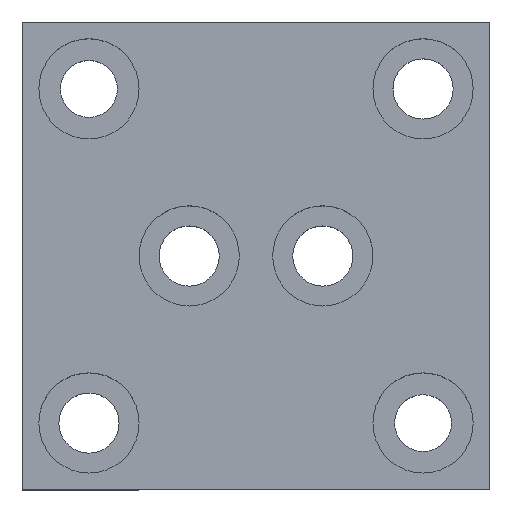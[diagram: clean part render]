
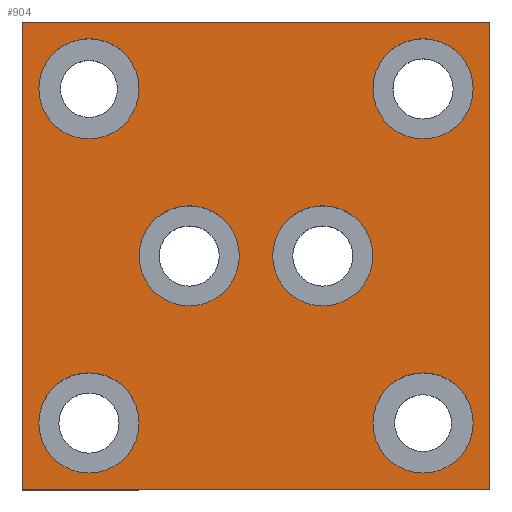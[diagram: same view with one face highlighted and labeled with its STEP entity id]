
A CAD part, top view. The second image highlights one B-rep face of the part: STEP entity #904.
In plain terms, the highlighted planar face has unit normal (0, 0, 1).
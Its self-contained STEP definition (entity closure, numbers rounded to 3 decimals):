
#4 = VERTEX_POINT ( 'NONE', #1076 ) ;
#10 = DIRECTION ( 'NONE',  ( 0., 0., 1. ) ) ;
#12 = AXIS2_PLACEMENT_3D ( 'NONE', #18, #102, #282 ) ;
#18 = CARTESIAN_POINT ( 'NONE',  ( -25., -25., 20. ) ) ;
#25 = DIRECTION ( 'NONE',  ( 1., 0., 0. ) ) ;
#28 = ORIENTED_EDGE ( 'NONE', *, *, #448, .T. ) ;
#30 = VERTEX_POINT ( 'NONE', #176 ) ;
#36 = DIRECTION ( 'NONE',  ( 1., 0., 0. ) ) ;
#52 = FACE_BOUND ( 'NONE', #214, .T. ) ;
#53 = AXIS2_PLACEMENT_3D ( 'NONE', #382, #293, #657 ) ;
#58 = AXIS2_PLACEMENT_3D ( 'NONE', #713, #891, #1062 ) ;
#59 = PLANE ( 'NONE',  #390 ) ;
#62 = DIRECTION ( 'NONE',  ( 1., 0., 0. ) ) ;
#64 = EDGE_CURVE ( 'NONE', #941, #283, #462, .T. ) ;
#65 = VERTEX_POINT ( 'NONE', #412 ) ;
#79 = VECTOR ( 'NONE', #615, 1000. ) ;
#80 = VECTOR ( 'NONE', #221, 1000. ) ;
#81 = EDGE_CURVE ( 'NONE', #648, #1150, #1063, .T. ) ;
#102 = DIRECTION ( 'NONE',  ( 0., 0., 1. ) ) ;
#103 = CIRCLE ( 'NONE', #929, 7.5 ) ;
#119 = EDGE_CURVE ( 'NONE', #253, #4, #319, .T. ) ;
#132 = LINE ( 'NONE', #642, #498 ) ;
#140 = ORIENTED_EDGE ( 'NONE', *, *, #119, .F. ) ;
#147 = EDGE_CURVE ( 'NONE', #826, #794, #1010, .T. ) ;
#158 = CARTESIAN_POINT ( 'NONE',  ( 25., -25., 20. ) ) ;
#159 = ORIENTED_EDGE ( 'NONE', *, *, #64, .F. ) ;
#176 = CARTESIAN_POINT ( 'NONE',  ( 35., 35., 20. ) ) ;
#180 = VERTEX_POINT ( 'NONE', #755 ) ;
#185 = EDGE_CURVE ( 'NONE', #1150, #648, #842, .T. ) ;
#200 = EDGE_LOOP ( 'NONE', ( #369, #869, #28, #1153 ) ) ;
#204 = EDGE_CURVE ( 'NONE', #1053, #387, #132, .T. ) ;
#209 = AXIS2_PLACEMENT_3D ( 'NONE', #686, #509, #645 ) ;
#210 = CARTESIAN_POINT ( 'NONE',  ( -17.5, 0., 20. ) ) ;
#214 = EDGE_LOOP ( 'NONE', ( #277, #351 ) ) ;
#215 = CARTESIAN_POINT ( 'NONE',  ( -2.5, 0., 20. ) ) ;
#221 = DIRECTION ( 'NONE',  ( 0., 1., 0. ) ) ;
#225 = CARTESIAN_POINT ( 'NONE',  ( 35., 35., 20. ) ) ;
#226 = DIRECTION ( 'NONE',  ( 0., 0., 1. ) ) ;
#231 = VERTEX_POINT ( 'NONE', #210 ) ;
#233 = CARTESIAN_POINT ( 'NONE',  ( 25., 25., 20. ) ) ;
#246 = DIRECTION ( 'NONE',  ( 0., 0., 1. ) ) ;
#253 = VERTEX_POINT ( 'NONE', #1004 ) ;
#258 = CARTESIAN_POINT ( 'NONE',  ( -10., 0., 20. ) ) ;
#263 = CARTESIAN_POINT ( 'NONE',  ( 35., -35., 20. ) ) ;
#277 = ORIENTED_EDGE ( 'NONE', *, *, #1148, .F. ) ;
#282 = DIRECTION ( 'NONE',  ( 1., 0., 0. ) ) ;
#283 = VERTEX_POINT ( 'NONE', #1038 ) ;
#293 = DIRECTION ( 'NONE',  ( 0., 0., 1. ) ) ;
#295 = ORIENTED_EDGE ( 'NONE', *, *, #147, .F. ) ;
#306 = EDGE_CURVE ( 'NONE', #4, #253, #900, .T. ) ;
#307 = DIRECTION ( 'NONE',  ( 0., 0., 1. ) ) ;
#319 = CIRCLE ( 'NONE', #209, 7.5 ) ;
#321 = CARTESIAN_POINT ( 'NONE',  ( 0., 0., 20. ) ) ;
#335 = CIRCLE ( 'NONE', #812, 7.5 ) ;
#346 = AXIS2_PLACEMENT_3D ( 'NONE', #608, #246, #964 ) ;
#351 = ORIENTED_EDGE ( 'NONE', *, *, #609, .F. ) ;
#361 = EDGE_LOOP ( 'NONE', ( #376, #140 ) ) ;
#369 = ORIENTED_EDGE ( 'NONE', *, *, #204, .T. ) ;
#376 = ORIENTED_EDGE ( 'NONE', *, *, #306, .F. ) ;
#377 = FACE_BOUND ( 'NONE', #410, .T. ) ;
#382 = CARTESIAN_POINT ( 'NONE',  ( 25., -25., 20. ) ) ;
#387 = VERTEX_POINT ( 'NONE', #1114 ) ;
#390 = AXIS2_PLACEMENT_3D ( 'NONE', #321, #695, #62 ) ;
#393 = CARTESIAN_POINT ( 'NONE',  ( -25., 25., 20. ) ) ;
#394 = ORIENTED_EDGE ( 'NONE', *, *, #665, .F. ) ;
#400 = AXIS2_PLACEMENT_3D ( 'NONE', #422, #1047, #597 ) ;
#410 = EDGE_LOOP ( 'NONE', ( #646, #295 ) ) ;
#412 = CARTESIAN_POINT ( 'NONE',  ( 35., -35., 20. ) ) ;
#422 = CARTESIAN_POINT ( 'NONE',  ( -25., -25., 20. ) ) ;
#424 = CARTESIAN_POINT ( 'NONE',  ( 17.5, 0., 20. ) ) ;
#428 = ORIENTED_EDGE ( 'NONE', *, *, #185, .F. ) ;
#448 = EDGE_CURVE ( 'NONE', #65, #30, #1069, .T. ) ;
#462 = CIRCLE ( 'NONE', #346, 7.5 ) ;
#468 = EDGE_LOOP ( 'NONE', ( #1145, #394 ) ) ;
#481 = CARTESIAN_POINT ( 'NONE',  ( -17.5, -25., 20. ) ) ;
#485 = VERTEX_POINT ( 'NONE', #215 ) ;
#498 = VECTOR ( 'NONE', #1100, 1000. ) ;
#509 = DIRECTION ( 'NONE',  ( 0., 0., 1. ) ) ;
#516 = VECTOR ( 'NONE', #1023, 1000. ) ;
#532 = DIRECTION ( 'NONE',  ( 0., 0., 1. ) ) ;
#534 = FACE_BOUND ( 'NONE', #468, .T. ) ;
#547 = VERTEX_POINT ( 'NONE', #958 ) ;
#557 = LINE ( 'NONE', #225, #516 ) ;
#584 = CARTESIAN_POINT ( 'NONE',  ( -17.5, 25., 20. ) ) ;
#597 = DIRECTION ( 'NONE',  ( 1., 0., 0. ) ) ;
#608 = CARTESIAN_POINT ( 'NONE',  ( 10., 0., 20. ) ) ;
#609 = EDGE_CURVE ( 'NONE', #547, #180, #656, .T. ) ;
#615 = DIRECTION ( 'NONE',  ( 1., 0., 0. ) ) ;
#642 = CARTESIAN_POINT ( 'NONE',  ( -35., -35., 20. ) ) ;
#645 = DIRECTION ( 'NONE',  ( 1., 0., 0. ) ) ;
#646 = ORIENTED_EDGE ( 'NONE', *, *, #781, .F. ) ;
#648 = VERTEX_POINT ( 'NONE', #885 ) ;
#656 = CIRCLE ( 'NONE', #771, 7.5 ) ;
#657 = DIRECTION ( 'NONE',  ( 1., 0., 0. ) ) ;
#664 = DIRECTION ( 'NONE',  ( 1., 0., 0. ) ) ;
#665 = EDGE_CURVE ( 'NONE', #231, #485, #103, .T. ) ;
#670 = EDGE_LOOP ( 'NONE', ( #159, #1084 ) ) ;
#680 = CARTESIAN_POINT ( 'NONE',  ( -10., 0., 20. ) ) ;
#686 = CARTESIAN_POINT ( 'NONE',  ( 25., 25., 20. ) ) ;
#695 = DIRECTION ( 'NONE',  ( 0., 0., 1. ) ) ;
#713 = CARTESIAN_POINT ( 'NONE',  ( 10., 0., 20. ) ) ;
#755 = CARTESIAN_POINT ( 'NONE',  ( 32.5, -25., 20. ) ) ;
#771 = AXIS2_PLACEMENT_3D ( 'NONE', #158, #875, #785 ) ;
#781 = EDGE_CURVE ( 'NONE', #794, #826, #335, .T. ) ;
#785 = DIRECTION ( 'NONE',  ( 1., 0., 0. ) ) ;
#794 = VERTEX_POINT ( 'NONE', #584 ) ;
#812 = AXIS2_PLACEMENT_3D ( 'NONE', #393, #1108, #664 ) ;
#826 = VERTEX_POINT ( 'NONE', #862 ) ;
#835 = AXIS2_PLACEMENT_3D ( 'NONE', #919, #10, #840 ) ;
#840 = DIRECTION ( 'NONE',  ( 1., 0., 0. ) ) ;
#842 = CIRCLE ( 'NONE', #12, 7.5 ) ;
#861 = CARTESIAN_POINT ( 'NONE',  ( 35., -35., 20. ) ) ;
#862 = CARTESIAN_POINT ( 'NONE',  ( -32.5, 25., 20. ) ) ;
#869 = ORIENTED_EDGE ( 'NONE', *, *, #988, .T. ) ;
#875 = DIRECTION ( 'NONE',  ( 0., 0., 1. ) ) ;
#885 = CARTESIAN_POINT ( 'NONE',  ( -32.5, -25., 20. ) ) ;
#891 = DIRECTION ( 'NONE',  ( 0., 0., 1. ) ) ;
#900 = CIRCLE ( 'NONE', #1097, 7.5 ) ;
#904 = ADVANCED_FACE ( 'NONE', ( #926, #534, #1090, #52, #984, #377, #961 ), #59, .T. ) ;
#907 = AXIS2_PLACEMENT_3D ( 'NONE', #680, #307, #36 ) ;
#919 = CARTESIAN_POINT ( 'NONE',  ( -25., 25., 20. ) ) ;
#926 = FACE_BOUND ( 'NONE', #670, .T. ) ;
#929 = AXIS2_PLACEMENT_3D ( 'NONE', #258, #532, #978 ) ;
#941 = VERTEX_POINT ( 'NONE', #424 ) ;
#956 = CARTESIAN_POINT ( 'NONE',  ( -35., 35., 20. ) ) ;
#958 = CARTESIAN_POINT ( 'NONE',  ( 17.5, -25., 20. ) ) ;
#961 = FACE_OUTER_BOUND ( 'NONE', #200, .T. ) ;
#964 = DIRECTION ( 'NONE',  ( 1., 0., 0. ) ) ;
#970 = EDGE_LOOP ( 'NONE', ( #428, #1039 ) ) ;
#976 = EDGE_CURVE ( 'NONE', #283, #941, #1032, .T. ) ;
#978 = DIRECTION ( 'NONE',  ( 1., 0., 0. ) ) ;
#984 = FACE_BOUND ( 'NONE', #970, .T. ) ;
#988 = EDGE_CURVE ( 'NONE', #387, #65, #1144, .T. ) ;
#992 = CIRCLE ( 'NONE', #53, 7.5 ) ;
#1004 = CARTESIAN_POINT ( 'NONE',  ( 17.5, 25., 20. ) ) ;
#1010 = CIRCLE ( 'NONE', #835, 7.5 ) ;
#1023 = DIRECTION ( 'NONE',  ( -1., 0., 0. ) ) ;
#1032 = CIRCLE ( 'NONE', #58, 7.5 ) ;
#1038 = CARTESIAN_POINT ( 'NONE',  ( 2.5, 0., 20. ) ) ;
#1039 = ORIENTED_EDGE ( 'NONE', *, *, #81, .F. ) ;
#1047 = DIRECTION ( 'NONE',  ( 0., 0., 1. ) ) ;
#1053 = VERTEX_POINT ( 'NONE', #956 ) ;
#1062 = DIRECTION ( 'NONE',  ( 1., 0., 0. ) ) ;
#1063 = CIRCLE ( 'NONE', #400, 7.5 ) ;
#1067 = CIRCLE ( 'NONE', #907, 7.5 ) ;
#1069 = LINE ( 'NONE', #861, #80 ) ;
#1076 = CARTESIAN_POINT ( 'NONE',  ( 32.5, 25., 20. ) ) ;
#1084 = ORIENTED_EDGE ( 'NONE', *, *, #976, .F. ) ;
#1090 = FACE_BOUND ( 'NONE', #361, .T. ) ;
#1092 = EDGE_CURVE ( 'NONE', #485, #231, #1067, .T. ) ;
#1097 = AXIS2_PLACEMENT_3D ( 'NONE', #233, #226, #25 ) ;
#1100 = DIRECTION ( 'NONE',  ( 0., -1., 0. ) ) ;
#1108 = DIRECTION ( 'NONE',  ( 0., 0., 1. ) ) ;
#1114 = CARTESIAN_POINT ( 'NONE',  ( -35., -35., 20. ) ) ;
#1129 = EDGE_CURVE ( 'NONE', #30, #1053, #557, .T. ) ;
#1144 = LINE ( 'NONE', #263, #79 ) ;
#1145 = ORIENTED_EDGE ( 'NONE', *, *, #1092, .F. ) ;
#1148 = EDGE_CURVE ( 'NONE', #180, #547, #992, .T. ) ;
#1150 = VERTEX_POINT ( 'NONE', #481 ) ;
#1153 = ORIENTED_EDGE ( 'NONE', *, *, #1129, .T. ) ;
